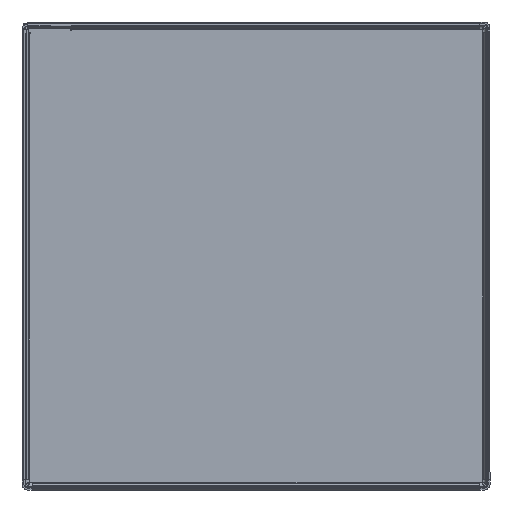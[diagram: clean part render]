
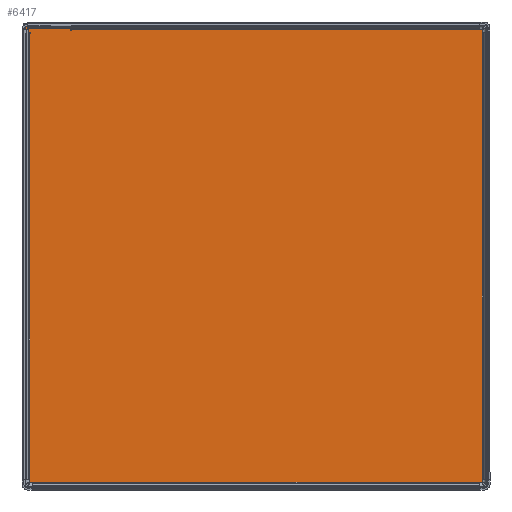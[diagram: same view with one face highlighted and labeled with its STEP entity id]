
A CAD part, front view. The second image highlights one B-rep face of the part: STEP entity #6417.
In plain terms, the highlighted face is planar.
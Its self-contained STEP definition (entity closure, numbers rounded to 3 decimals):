
#136 = ORIENTED_EDGE ( 'NONE', *, *, #915, .F. ) ;
#326 = DIRECTION ( 'NONE',  ( 0., 0., -1. ) ) ;
#369 = CARTESIAN_POINT ( 'NONE',  ( -98.5, 0., -123. ) ) ;
#399 = VERTEX_POINT ( 'NONE', #1757 ) ;
#419 = CARTESIAN_POINT ( 'NONE',  ( -119.5, 0., -118. ) ) ;
#471 = LINE ( 'NONE', #5712, #7762 ) ;
#515 = CARTESIAN_POINT ( 'NONE',  ( -98., 0., -120. ) ) ;
#634 = DIRECTION ( 'NONE',  ( 0., 0., 1. ) ) ;
#730 = CARTESIAN_POINT ( 'NONE',  ( -98., 0., -120. ) ) ;
#897 = CARTESIAN_POINT ( 'NONE',  ( -98., 0., -119.5 ) ) ;
#907 = EDGE_CURVE ( 'NONE', #3559, #2268, #4898, .T. ) ;
#915 = EDGE_CURVE ( 'NONE', #5357, #399, #6370, .T. ) ;
#923 = ORIENTED_EDGE ( 'NONE', *, *, #907, .F. ) ;
#1028 = DIRECTION ( 'NONE',  ( 1., 0., 0. ) ) ;
#1031 = ORIENTED_EDGE ( 'NONE', *, *, #1390, .F. ) ;
#1070 = EDGE_LOOP ( 'NONE', ( #2404, #136, #5956, #1031, #6287, #923, #7800, #2676, #1371, #8420, #8472, #5592 ) ) ;
#1186 = EDGE_CURVE ( 'NONE', #6314, #5357, #5178, .T. ) ;
#1204 = DIRECTION ( 'NONE',  ( 0., 0., -1. ) ) ;
#1280 = CARTESIAN_POINT ( 'NONE',  ( -123., 0., -123. ) ) ;
#1371 = ORIENTED_EDGE ( 'NONE', *, *, #5247, .F. ) ;
#1390 = EDGE_CURVE ( 'NONE', #3446, #6314, #3385, .T. ) ;
#1569 = AXIS2_PLACEMENT_3D ( 'NONE', #6736, #2040, #6052 ) ;
#1589 = VERTEX_POINT ( 'NONE', #3061 ) ;
#1605 = EDGE_CURVE ( 'NONE', #2461, #2309, #4411, .T. ) ;
#1618 = DIRECTION ( 'NONE',  ( 0., 0., 1. ) ) ;
#1757 = CARTESIAN_POINT ( 'NONE',  ( 120., 0., 120. ) ) ;
#1764 = VECTOR ( 'NONE', #4013, 1000. ) ;
#1773 = VECTOR ( 'NONE', #3632, 1000. ) ;
#1856 = LINE ( 'NONE', #8523, #3612 ) ;
#1880 = VECTOR ( 'NONE', #6710, 1000. ) ;
#1898 = VECTOR ( 'NONE', #2812, 1000. ) ;
#2001 = CARTESIAN_POINT ( 'NONE',  ( 120., 0., -120. ) ) ;
#2040 = DIRECTION ( 'NONE',  ( 0., 1., 0. ) ) ;
#2081 = CARTESIAN_POINT ( 'NONE',  ( -123., 0., -123. ) ) ;
#2135 = VECTOR ( 'NONE', #1618, 1000. ) ;
#2268 = VERTEX_POINT ( 'NONE', #3835 ) ;
#2309 = VERTEX_POINT ( 'NONE', #419 ) ;
#2359 = CARTESIAN_POINT ( 'NONE',  ( -120., 0., -118. ) ) ;
#2383 = CARTESIAN_POINT ( 'NONE',  ( -123., 0., -118.5 ) ) ;
#2404 = ORIENTED_EDGE ( 'NONE', *, *, #8354, .F. ) ;
#2461 = VERTEX_POINT ( 'NONE', #4553 ) ;
#2676 = ORIENTED_EDGE ( 'NONE', *, *, #7897, .T. ) ;
#2812 = DIRECTION ( 'NONE',  ( 0., 0., -1. ) ) ;
#3061 = CARTESIAN_POINT ( 'NONE',  ( -120., 0., 120. ) ) ;
#3162 = EDGE_CURVE ( 'NONE', #2309, #3874, #5706, .T. ) ;
#3200 = EDGE_CURVE ( 'NONE', #2268, #3446, #1856, .T. ) ;
#3385 = LINE ( 'NONE', #4165, #1898 ) ;
#3446 = VERTEX_POINT ( 'NONE', #897 ) ;
#3541 = VECTOR ( 'NONE', #634, 1000. ) ;
#3559 = VERTEX_POINT ( 'NONE', #5824 ) ;
#3584 = VECTOR ( 'NONE', #1204, 1000. ) ;
#3612 = VECTOR ( 'NONE', #1028, 1000. ) ;
#3632 = DIRECTION ( 'NONE',  ( 1., 0., 0. ) ) ;
#3835 = CARTESIAN_POINT ( 'NONE',  ( -98.5, 0., -119.5 ) ) ;
#3874 = VERTEX_POINT ( 'NONE', #6082 ) ;
#3987 = CARTESIAN_POINT ( 'NONE',  ( -123., 0., -123. ) ) ;
#4013 = DIRECTION ( 'NONE',  ( 1., 0., 0. ) ) ;
#4165 = CARTESIAN_POINT ( 'NONE',  ( -98., 0., -119.5 ) ) ;
#4246 = LINE ( 'NONE', #7470, #6607 ) ;
#4291 = CARTESIAN_POINT ( 'NONE',  ( 120., 0., -121.293 ) ) ;
#4333 = EDGE_CURVE ( 'NONE', #1589, #2461, #4246, .T. ) ;
#4411 = LINE ( 'NONE', #2359, #1773 ) ;
#4553 = CARTESIAN_POINT ( 'NONE',  ( -120., 0., -118. ) ) ;
#4712 = CARTESIAN_POINT ( 'NONE',  ( 121.293, 0., 120. ) ) ;
#4898 = LINE ( 'NONE', #369, #2135 ) ;
#5178 = LINE ( 'NONE', #515, #1764 ) ;
#5247 = EDGE_CURVE ( 'NONE', #3874, #6033, #471, .T. ) ;
#5357 = VERTEX_POINT ( 'NONE', #2001 ) ;
#5361 = FACE_OUTER_BOUND ( 'NONE', #1070, .T. ) ;
#5493 = VECTOR ( 'NONE', #6926, 1000. ) ;
#5592 = ORIENTED_EDGE ( 'NONE', *, *, #4333, .F. ) ;
#5706 = LINE ( 'NONE', #6389, #3584 ) ;
#5712 = CARTESIAN_POINT ( 'NONE',  ( -119.5, 0., -118.5 ) ) ;
#5824 = CARTESIAN_POINT ( 'NONE',  ( -98.5, 0., -123. ) ) ;
#5956 = ORIENTED_EDGE ( 'NONE', *, *, #1186, .F. ) ;
#6033 = VERTEX_POINT ( 'NONE', #2383 ) ;
#6052 = DIRECTION ( 'NONE',  ( 0., 0., 1. ) ) ;
#6082 = CARTESIAN_POINT ( 'NONE',  ( -119.5, 0., -118.5 ) ) ;
#6181 = LINE ( 'NONE', #4712, #7313 ) ;
#6287 = ORIENTED_EDGE ( 'NONE', *, *, #3200, .F. ) ;
#6314 = VERTEX_POINT ( 'NONE', #730 ) ;
#6370 = LINE ( 'NONE', #4291, #5493 ) ;
#6389 = CARTESIAN_POINT ( 'NONE',  ( -119.5, 0., -118. ) ) ;
#6417 = ADVANCED_FACE ( 'NONE', ( #5361 ), #8009, .T. ) ;
#6425 = VERTEX_POINT ( 'NONE', #2081 ) ;
#6607 = VECTOR ( 'NONE', #326, 1000. ) ;
#6710 = DIRECTION ( 'NONE',  ( -1., 0., 0. ) ) ;
#6736 = CARTESIAN_POINT ( 'NONE',  ( 0., 0., 0. ) ) ;
#6926 = DIRECTION ( 'NONE',  ( 0., 0., 1. ) ) ;
#7258 = EDGE_CURVE ( 'NONE', #3559, #6425, #8599, .T. ) ;
#7313 = VECTOR ( 'NONE', #7521, 1000. ) ;
#7470 = CARTESIAN_POINT ( 'NONE',  ( -120., 0., 121.293 ) ) ;
#7521 = DIRECTION ( 'NONE',  ( -1., 0., 0. ) ) ;
#7738 = DIRECTION ( 'NONE',  ( -1., 0., 0. ) ) ;
#7762 = VECTOR ( 'NONE', #7738, 1000. ) ;
#7800 = ORIENTED_EDGE ( 'NONE', *, *, #7258, .T. ) ;
#7897 = EDGE_CURVE ( 'NONE', #6425, #6033, #8557, .T. ) ;
#8009 = PLANE ( 'NONE',  #1569 ) ;
#8354 = EDGE_CURVE ( 'NONE', #399, #1589, #6181, .T. ) ;
#8420 = ORIENTED_EDGE ( 'NONE', *, *, #3162, .F. ) ;
#8472 = ORIENTED_EDGE ( 'NONE', *, *, #1605, .F. ) ;
#8523 = CARTESIAN_POINT ( 'NONE',  ( -98.5, 0., -119.5 ) ) ;
#8557 = LINE ( 'NONE', #1280, #3541 ) ;
#8599 = LINE ( 'NONE', #3987, #1880 ) ;
